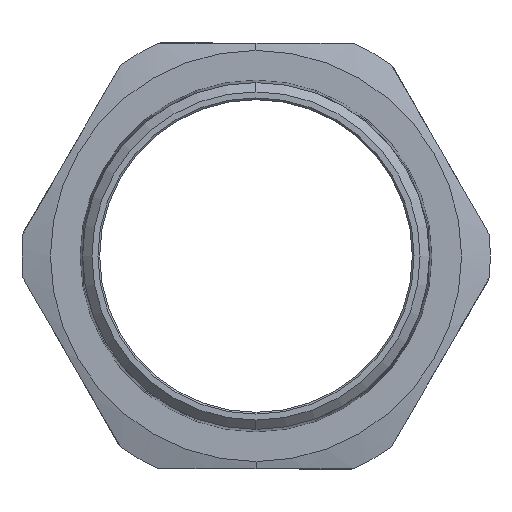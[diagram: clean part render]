
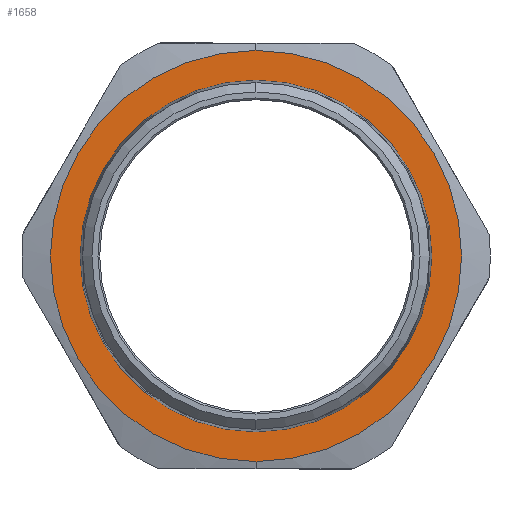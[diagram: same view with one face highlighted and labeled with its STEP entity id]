
A CAD part, left-side view. The second image highlights one B-rep face of the part: STEP entity #1658.
In plain terms, the highlighted planar face has unit normal (-1, 0, 0).
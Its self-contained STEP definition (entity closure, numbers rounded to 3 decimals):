
#219 = ORIENTED_EDGE ( 'NONE', *, *, #922, .T. ) ;
#389 = AXIS2_PLACEMENT_3D ( 'NONE', #1140, #3616, #3662 ) ;
#676 = ORIENTED_EDGE ( 'NONE', *, *, #1617, .T. ) ;
#770 = DIRECTION ( 'NONE',  ( 0., 0., 1. ) ) ;
#786 = CARTESIAN_POINT ( 'NONE',  ( 43.1, 0., 0. ) ) ;
#791 = VERTEX_POINT ( 'NONE', #1955 ) ;
#798 = VERTEX_POINT ( 'NONE', #910 ) ;
#867 = DIRECTION ( 'NONE',  ( 0., 0., 1. ) ) ;
#910 = CARTESIAN_POINT ( 'NONE',  ( 43.1, 0., 50.9 ) ) ;
#922 = EDGE_CURVE ( 'NONE', #791, #2624, #2150, .T. ) ;
#1140 = CARTESIAN_POINT ( 'NONE',  ( 43.1, 0., 0. ) ) ;
#1184 = VERTEX_POINT ( 'NONE', #1620 ) ;
#1617 = EDGE_CURVE ( 'NONE', #2624, #791, #3811, .T. ) ;
#1620 = CARTESIAN_POINT ( 'NONE',  ( 43.1, 0., -50.9 ) ) ;
#1658 = ADVANCED_FACE ( 'NONE', ( #3761, #4591 ), #2543, .T. ) ;
#1668 = EDGE_CURVE ( 'NONE', #798, #1184, #2103, .T. ) ;
#1761 = EDGE_LOOP ( 'NONE', ( #676, #219 ) ) ;
#1798 = DIRECTION ( 'NONE',  ( -1., 0., 0. ) ) ;
#1814 = CARTESIAN_POINT ( 'NONE',  ( 43.1, 0., 59.5 ) ) ;
#1955 = CARTESIAN_POINT ( 'NONE',  ( 43.1, 0., -59.5 ) ) ;
#2103 = CIRCLE ( 'NONE', #2482, 50.9 ) ;
#2150 = CIRCLE ( 'NONE', #4240, 59.5 ) ;
#2281 = DIRECTION ( 'NONE',  ( -1., 0., 0. ) ) ;
#2327 = AXIS2_PLACEMENT_3D ( 'NONE', #2897, #2554, #770 ) ;
#2482 = AXIS2_PLACEMENT_3D ( 'NONE', #786, #2281, #867 ) ;
#2543 = PLANE ( 'NONE',  #2327 ) ;
#2554 = DIRECTION ( 'NONE',  ( -1., 0., 0. ) ) ;
#2624 = VERTEX_POINT ( 'NONE', #1814 ) ;
#2703 = EDGE_LOOP ( 'NONE', ( #4102, #3779 ) ) ;
#2707 = AXIS2_PLACEMENT_3D ( 'NONE', #2839, #3553, #2860 ) ;
#2839 = CARTESIAN_POINT ( 'NONE',  ( 43.1, 0., 0. ) ) ;
#2860 = DIRECTION ( 'NONE',  ( 0., 0., 1. ) ) ;
#2897 = CARTESIAN_POINT ( 'NONE',  ( 43.1, 0., -50.9 ) ) ;
#3209 = CARTESIAN_POINT ( 'NONE',  ( 43.1, 0., 0. ) ) ;
#3553 = DIRECTION ( 'NONE',  ( -1., 0., 0. ) ) ;
#3616 = DIRECTION ( 'NONE',  ( -1., 0., 0. ) ) ;
#3662 = DIRECTION ( 'NONE',  ( 0., 0., 1. ) ) ;
#3761 = FACE_OUTER_BOUND ( 'NONE', #1761, .T. ) ;
#3779 = ORIENTED_EDGE ( 'NONE', *, *, #4017, .F. ) ;
#3811 = CIRCLE ( 'NONE', #389, 59.5 ) ;
#3869 = DIRECTION ( 'NONE',  ( 0., 0., 1. ) ) ;
#4017 = EDGE_CURVE ( 'NONE', #1184, #798, #4573, .T. ) ;
#4102 = ORIENTED_EDGE ( 'NONE', *, *, #1668, .F. ) ;
#4240 = AXIS2_PLACEMENT_3D ( 'NONE', #3209, #1798, #3869 ) ;
#4573 = CIRCLE ( 'NONE', #2707, 50.9 ) ;
#4591 = FACE_BOUND ( 'NONE', #2703, .T. ) ;
